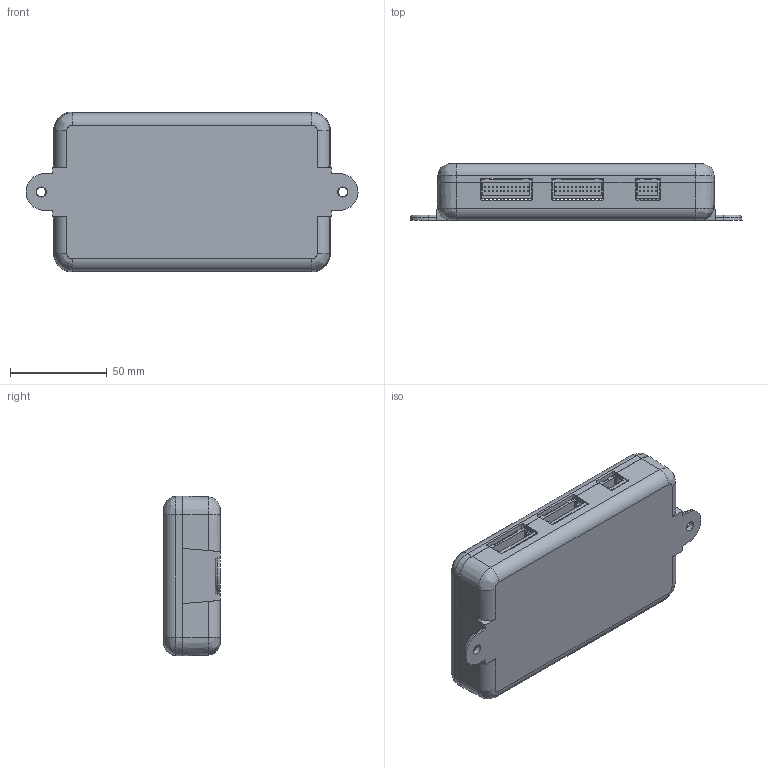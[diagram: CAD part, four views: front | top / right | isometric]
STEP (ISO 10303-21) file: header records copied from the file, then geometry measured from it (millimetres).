
FILE_DESCRIPTION(/* description */ (''),/* implementation_level */ '2;1');
FILE_NAME(/* name */ 'CLIENT''Thermistor Expansion Module, rev-a.stp',/* time_stamp */ '2014-04-25T16:24:09-07:00',/* author */ ('Administrator'),/* organization */ (''),/* preprocessor_version */ 'ST-DEVELOPER v15.2',/* originating_system */ 'Autodesk Inventor 2014',/* authorisation */ '');
FILE_SCHEMA (('CONFIG_CONTROL_DESIGN'));
Length unit declared in the file: inch
Products named in the file (6): Bottom; Top; Screw; S10B-PADSS-1, (Connector); S24B-PADSS-1, (Connector); Assy, Thermistor Expansion Module, rev-a
Bounding box: 171.45 x 29.13 x 82.55 mm (x, y, z)
Volume: 87645 mm3; surface area: 79808.9 mm2
Topology: 11 solids, 11 shells, 1933 faces, 5318 edges, 3636 vertices
Faces by surface type: plane 1701, cylinder 106, cone 76, bspline 44, sphere 4, torus 2
Full cylindrical faces by diameter (mm): 2.794 x24
Entity records: 26994 total; most frequent: CARTESIAN_POINT 6249, ORIENTED_EDGE 4306, DIRECTION 3902, EDGE_CURVE 2153, LINE 1712, VECTOR 1712, VERTEX_POINT 1468, AXIS2_PLACEMENT_3D 1095
